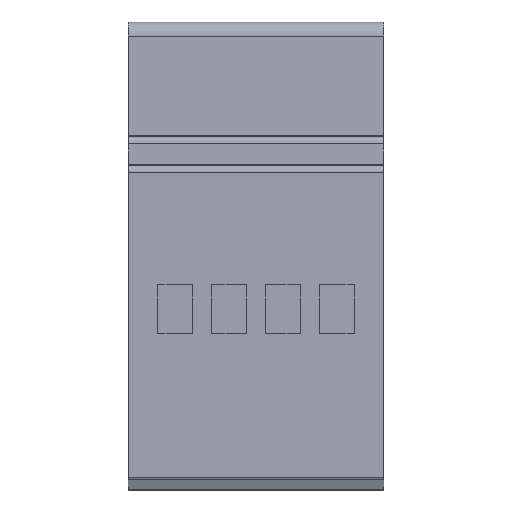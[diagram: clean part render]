
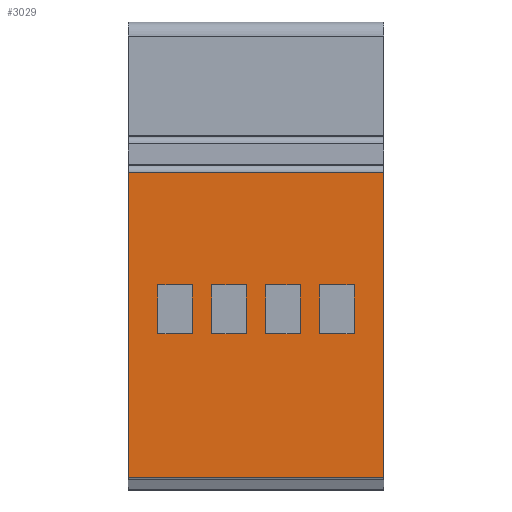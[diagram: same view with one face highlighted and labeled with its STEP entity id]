
A CAD part, top view. The second image highlights one B-rep face of the part: STEP entity #3029.
In plain terms, the highlighted planar face has unit normal (0, 0, 1).
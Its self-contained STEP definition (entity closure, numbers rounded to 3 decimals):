
#2885=AXIS2_PLACEMENT_3D('Plane Axis2P3D',#2882,#2883,#2884) ;
#465=CARTESIAN_POINT('Vertex',(0.,24.5,43.75)) ;
#468=CARTESIAN_POINT('Line Origine',(17.8,24.5,43.75)) ;
#472=CARTESIAN_POINT('Vertex',(35.6,24.5,43.75)) ;
#492=CARTESIAN_POINT('Line Origine',(17.8,-17.945,43.75)) ;
#496=CARTESIAN_POINT('Vertex',(0.,-17.945,43.75)) ;
#498=CARTESIAN_POINT('Vertex',(35.6,-17.945,43.75)) ;
#1314=CARTESIAN_POINT('Line Origine',(0.,3.277,43.75)) ;
#1387=CARTESIAN_POINT('Line Origine',(35.6,3.277,43.75)) ;
#2882=CARTESIAN_POINT('Axis2P3D Location',(0.,24.5,43.75)) ;
#2893=CARTESIAN_POINT('Line Origine',(29.05,8.9,43.75)) ;
#2897=CARTESIAN_POINT('Vertex',(31.45,8.9,43.75)) ;
#2899=CARTESIAN_POINT('Vertex',(26.65,8.9,43.75)) ;
#2902=CARTESIAN_POINT('Line Origine',(31.45,5.5,43.75)) ;
#2906=CARTESIAN_POINT('Vertex',(31.45,2.1,43.75)) ;
#2909=CARTESIAN_POINT('Line Origine',(29.05,2.1,43.75)) ;
#2913=CARTESIAN_POINT('Vertex',(26.65,2.1,43.75)) ;
#2916=CARTESIAN_POINT('Line Origine',(26.65,5.5,43.75)) ;
#2927=CARTESIAN_POINT('Line Origine',(21.55,8.9,43.75)) ;
#2931=CARTESIAN_POINT('Vertex',(23.95,8.9,43.75)) ;
#2933=CARTESIAN_POINT('Vertex',(19.15,8.9,43.75)) ;
#2936=CARTESIAN_POINT('Line Origine',(23.95,5.5,43.75)) ;
#2940=CARTESIAN_POINT('Vertex',(23.95,2.1,43.75)) ;
#2943=CARTESIAN_POINT('Line Origine',(21.55,2.1,43.75)) ;
#2947=CARTESIAN_POINT('Vertex',(19.15,2.1,43.75)) ;
#2950=CARTESIAN_POINT('Line Origine',(19.15,5.5,43.75)) ;
#2961=CARTESIAN_POINT('Line Origine',(14.05,8.9,43.75)) ;
#2965=CARTESIAN_POINT('Vertex',(16.45,8.9,43.75)) ;
#2967=CARTESIAN_POINT('Vertex',(11.65,8.9,43.75)) ;
#2970=CARTESIAN_POINT('Line Origine',(16.45,5.5,43.75)) ;
#2974=CARTESIAN_POINT('Vertex',(16.45,2.1,43.75)) ;
#2977=CARTESIAN_POINT('Line Origine',(14.05,2.1,43.75)) ;
#2981=CARTESIAN_POINT('Vertex',(11.65,2.1,43.75)) ;
#2984=CARTESIAN_POINT('Line Origine',(11.65,5.5,43.75)) ;
#2995=CARTESIAN_POINT('Line Origine',(6.55,8.9,43.75)) ;
#2999=CARTESIAN_POINT('Vertex',(8.95,8.9,43.75)) ;
#3001=CARTESIAN_POINT('Vertex',(4.15,8.9,43.75)) ;
#3004=CARTESIAN_POINT('Line Origine',(8.95,5.5,43.75)) ;
#3008=CARTESIAN_POINT('Vertex',(8.95,2.1,43.75)) ;
#3011=CARTESIAN_POINT('Line Origine',(6.55,2.1,43.75)) ;
#3015=CARTESIAN_POINT('Vertex',(4.15,2.1,43.75)) ;
#3018=CARTESIAN_POINT('Line Origine',(4.15,5.5,43.75)) ;
#469=DIRECTION('Vector Direction',(1.,0.,0.)) ;
#493=DIRECTION('Vector Direction',(1.,0.,0.)) ;
#1315=DIRECTION('Vector Direction',(0.,-1.,0.)) ;
#1388=DIRECTION('Vector Direction',(0.,-1.,0.)) ;
#2883=DIRECTION('Axis2P3D Direction',(-0.,0.,1.)) ;
#2884=DIRECTION('Axis2P3D XDirection',(0.,-1.,0.)) ;
#2894=DIRECTION('Vector Direction',(-1.,0.,0.)) ;
#2903=DIRECTION('Vector Direction',(0.,1.,0.)) ;
#2910=DIRECTION('Vector Direction',(1.,0.,0.)) ;
#2917=DIRECTION('Vector Direction',(0.,-1.,0.)) ;
#2928=DIRECTION('Vector Direction',(-1.,0.,0.)) ;
#2937=DIRECTION('Vector Direction',(0.,1.,0.)) ;
#2944=DIRECTION('Vector Direction',(1.,0.,0.)) ;
#2951=DIRECTION('Vector Direction',(0.,-1.,0.)) ;
#2962=DIRECTION('Vector Direction',(-1.,0.,0.)) ;
#2971=DIRECTION('Vector Direction',(0.,1.,0.)) ;
#2978=DIRECTION('Vector Direction',(1.,0.,0.)) ;
#2985=DIRECTION('Vector Direction',(0.,-1.,0.)) ;
#2996=DIRECTION('Vector Direction',(-1.,0.,0.)) ;
#3005=DIRECTION('Vector Direction',(0.,1.,0.)) ;
#3012=DIRECTION('Vector Direction',(1.,0.,0.)) ;
#3019=DIRECTION('Vector Direction',(0.,-1.,0.)) ;
#470=VECTOR('Line Direction',#469,1.) ;
#494=VECTOR('Line Direction',#493,1.) ;
#1316=VECTOR('Line Direction',#1315,1.) ;
#1389=VECTOR('Line Direction',#1388,1.) ;
#2895=VECTOR('Line Direction',#2894,1.) ;
#2904=VECTOR('Line Direction',#2903,1.) ;
#2911=VECTOR('Line Direction',#2910,1.) ;
#2918=VECTOR('Line Direction',#2917,1.) ;
#2929=VECTOR('Line Direction',#2928,1.) ;
#2938=VECTOR('Line Direction',#2937,1.) ;
#2945=VECTOR('Line Direction',#2944,1.) ;
#2952=VECTOR('Line Direction',#2951,1.) ;
#2963=VECTOR('Line Direction',#2962,1.) ;
#2972=VECTOR('Line Direction',#2971,1.) ;
#2979=VECTOR('Line Direction',#2978,1.) ;
#2986=VECTOR('Line Direction',#2985,1.) ;
#2997=VECTOR('Line Direction',#2996,1.) ;
#3006=VECTOR('Line Direction',#3005,1.) ;
#3013=VECTOR('Line Direction',#3012,1.) ;
#3020=VECTOR('Line Direction',#3019,1.) ;
#2888=ORIENTED_EDGE('',*,*,#474,.F.) ;
#2889=ORIENTED_EDGE('',*,*,#1318,.T.) ;
#2890=ORIENTED_EDGE('',*,*,#500,.T.) ;
#2891=ORIENTED_EDGE('',*,*,#1391,.F.) ;
#2922=ORIENTED_EDGE('',*,*,#2901,.F.) ;
#2923=ORIENTED_EDGE('',*,*,#2908,.F.) ;
#2924=ORIENTED_EDGE('',*,*,#2915,.F.) ;
#2925=ORIENTED_EDGE('',*,*,#2920,.F.) ;
#2956=ORIENTED_EDGE('',*,*,#2935,.F.) ;
#2957=ORIENTED_EDGE('',*,*,#2942,.F.) ;
#2958=ORIENTED_EDGE('',*,*,#2949,.F.) ;
#2959=ORIENTED_EDGE('',*,*,#2954,.F.) ;
#2990=ORIENTED_EDGE('',*,*,#2969,.F.) ;
#2991=ORIENTED_EDGE('',*,*,#2976,.F.) ;
#2992=ORIENTED_EDGE('',*,*,#2983,.F.) ;
#2993=ORIENTED_EDGE('',*,*,#2988,.F.) ;
#3024=ORIENTED_EDGE('',*,*,#3003,.F.) ;
#3025=ORIENTED_EDGE('',*,*,#3010,.F.) ;
#3026=ORIENTED_EDGE('',*,*,#3017,.F.) ;
#3027=ORIENTED_EDGE('',*,*,#3022,.F.) ;
#2926=FACE_BOUND('',#2921,.T.) ;
#2960=FACE_BOUND('',#2955,.T.) ;
#2994=FACE_BOUND('',#2989,.T.) ;
#3028=FACE_BOUND('',#3023,.T.) ;
#3029=ADVANCED_FACE('PartBody',(#2892,#2926,#2960,#2994,#3028),#2886,.T.) ;
#474=EDGE_CURVE('',#466,#473,#471,.T.) ;
#500=EDGE_CURVE('',#497,#499,#495,.T.) ;
#1318=EDGE_CURVE('',#466,#497,#1317,.T.) ;
#1391=EDGE_CURVE('',#473,#499,#1390,.T.) ;
#2901=EDGE_CURVE('',#2898,#2900,#2896,.T.) ;
#2908=EDGE_CURVE('',#2907,#2898,#2905,.T.) ;
#2915=EDGE_CURVE('',#2914,#2907,#2912,.T.) ;
#2920=EDGE_CURVE('',#2900,#2914,#2919,.T.) ;
#2935=EDGE_CURVE('',#2932,#2934,#2930,.T.) ;
#2942=EDGE_CURVE('',#2941,#2932,#2939,.T.) ;
#2949=EDGE_CURVE('',#2948,#2941,#2946,.T.) ;
#2954=EDGE_CURVE('',#2934,#2948,#2953,.T.) ;
#2969=EDGE_CURVE('',#2966,#2968,#2964,.T.) ;
#2976=EDGE_CURVE('',#2975,#2966,#2973,.T.) ;
#2983=EDGE_CURVE('',#2982,#2975,#2980,.T.) ;
#2988=EDGE_CURVE('',#2968,#2982,#2987,.T.) ;
#3003=EDGE_CURVE('',#3000,#3002,#2998,.T.) ;
#3010=EDGE_CURVE('',#3009,#3000,#3007,.T.) ;
#3017=EDGE_CURVE('',#3016,#3009,#3014,.T.) ;
#3022=EDGE_CURVE('',#3002,#3016,#3021,.T.) ;
#2887=EDGE_LOOP('',(#2888,#2889,#2890,#2891)) ;
#2921=EDGE_LOOP('',(#2922,#2923,#2924,#2925)) ;
#2955=EDGE_LOOP('',(#2956,#2957,#2958,#2959)) ;
#2989=EDGE_LOOP('',(#2990,#2991,#2992,#2993)) ;
#3023=EDGE_LOOP('',(#3024,#3025,#3026,#3027)) ;
#2892=FACE_OUTER_BOUND('',#2887,.T.) ;
#471=LINE('Line',#468,#470) ;
#495=LINE('Line',#492,#494) ;
#1317=LINE('Line',#1314,#1316) ;
#1390=LINE('Line',#1387,#1389) ;
#2896=LINE('Line',#2893,#2895) ;
#2905=LINE('Line',#2902,#2904) ;
#2912=LINE('Line',#2909,#2911) ;
#2919=LINE('Line',#2916,#2918) ;
#2930=LINE('Line',#2927,#2929) ;
#2939=LINE('Line',#2936,#2938) ;
#2946=LINE('Line',#2943,#2945) ;
#2953=LINE('Line',#2950,#2952) ;
#2964=LINE('Line',#2961,#2963) ;
#2973=LINE('Line',#2970,#2972) ;
#2980=LINE('Line',#2977,#2979) ;
#2987=LINE('Line',#2984,#2986) ;
#2998=LINE('Line',#2995,#2997) ;
#3007=LINE('Line',#3004,#3006) ;
#3014=LINE('Line',#3011,#3013) ;
#3021=LINE('Line',#3018,#3020) ;
#2886=PLANE('',#2885) ;
#466=VERTEX_POINT('',#465) ;
#473=VERTEX_POINT('',#472) ;
#497=VERTEX_POINT('',#496) ;
#499=VERTEX_POINT('',#498) ;
#2898=VERTEX_POINT('',#2897) ;
#2900=VERTEX_POINT('',#2899) ;
#2907=VERTEX_POINT('',#2906) ;
#2914=VERTEX_POINT('',#2913) ;
#2932=VERTEX_POINT('',#2931) ;
#2934=VERTEX_POINT('',#2933) ;
#2941=VERTEX_POINT('',#2940) ;
#2948=VERTEX_POINT('',#2947) ;
#2966=VERTEX_POINT('',#2965) ;
#2968=VERTEX_POINT('',#2967) ;
#2975=VERTEX_POINT('',#2974) ;
#2982=VERTEX_POINT('',#2981) ;
#3000=VERTEX_POINT('',#2999) ;
#3002=VERTEX_POINT('',#3001) ;
#3009=VERTEX_POINT('',#3008) ;
#3016=VERTEX_POINT('',#3015) ;
